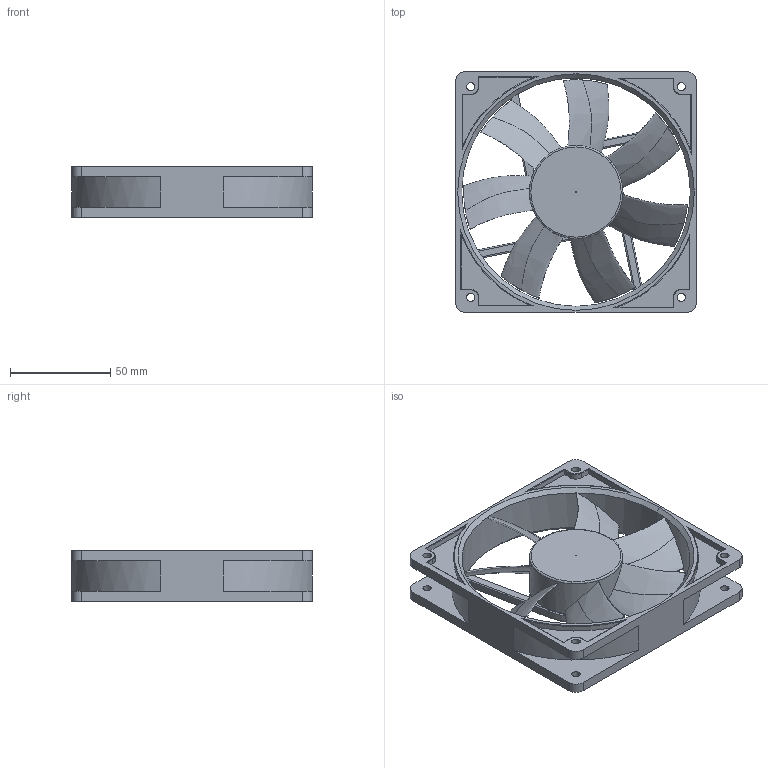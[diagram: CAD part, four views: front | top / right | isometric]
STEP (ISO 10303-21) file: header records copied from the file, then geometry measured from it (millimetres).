
FILE_DESCRIPTION (( 'STEP AP203' ), '1' );
FILE_NAME ('FAN-12025MBK.STEP', '2013-08-08T04:05:24', ( 'mijlee' ), ( '' ), 'SwSTEP 2.0', 'SolidWorks 2012', '' );
FILE_SCHEMA (( 'CONFIG_CONTROL_DESIGN' ));
Length unit declared in the file: millimetre
Products named in the file (1): FAN-12025MBK
Bounding box: 120.01 x 120.11 x 25 mm (x, y, z)
Surface area: 58708.8 mm2 (no closed solid volume)
Topology: 0 solids, 3 shells, 177 faces, 485 edges, 317 vertices
Faces by surface type: bspline 67, plane 52, cylinder 51, cone 7
Entity records: 8698 total; most frequent: CARTESIAN_POINT 4880, ORIENTED_EDGE 930, DIRECTION 540, EDGE_CURVE 485, VERTEX_POINT 317, LINE 218, VECTOR 218, EDGE_LOOP 212
